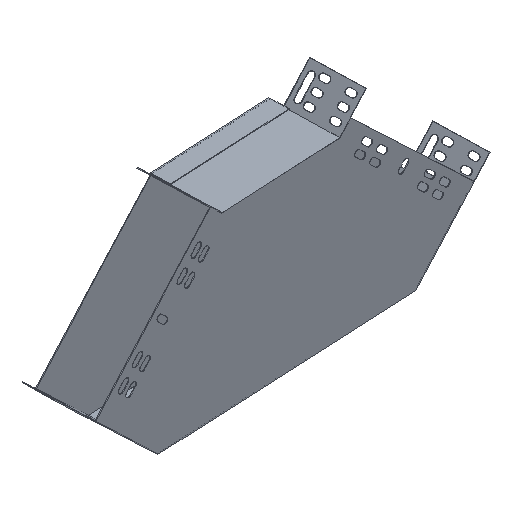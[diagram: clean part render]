
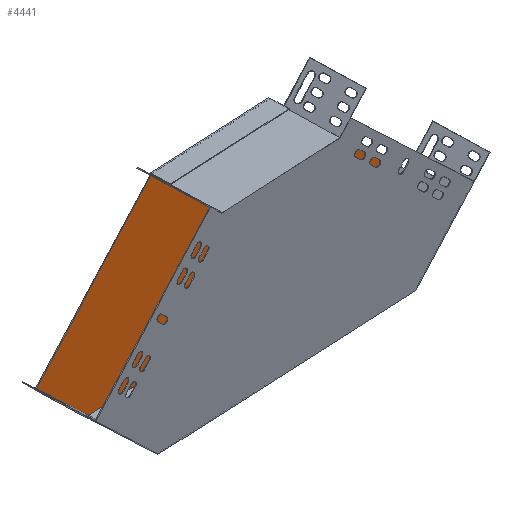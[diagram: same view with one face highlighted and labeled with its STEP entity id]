
A CAD part, isometric view. The second image highlights one B-rep face of the part: STEP entity #4441.
In plain terms, the highlighted planar face has unit normal (0.022, -1, 0.006).
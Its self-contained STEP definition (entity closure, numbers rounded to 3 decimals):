
#30 = PLANE ( 'NONE',  #2713 ) ;
#299 = ORIENTED_EDGE ( 'NONE', *, *, #4661, .F. ) ;
#379 = LINE ( 'NONE', #5971, #3432 ) ;
#471 = CARTESIAN_POINT ( 'NONE',  ( -249.83, 83.495, 213.041 ) ) ;
#700 = ORIENTED_EDGE ( 'NONE', *, *, #4562, .T. ) ;
#753 = DIRECTION ( 'NONE',  ( -0.999, -0.022, -0.027 ) ) ;
#808 = CARTESIAN_POINT ( 'NONE',  ( -387.986, 79.549, 66.127 ) ) ;
#832 = DIRECTION ( 'NONE',  ( -0.027, 0.006, 1. ) ) ;
#861 = VERTEX_POINT ( 'NONE', #1693 ) ;
#873 = LINE ( 'NONE', #5430, #5881 ) ;
#1077 = CARTESIAN_POINT ( 'NONE',  ( -19.803, 87.256, 17.19 ) ) ;
#1273 = DIRECTION ( 'NONE',  ( 0.022, -1., 0.006 ) ) ;
#1395 = CARTESIAN_POINT ( 'NONE',  ( 37.421, 88.891, 78.13 ) ) ;
#1680 = LINE ( 'NONE', #4052, #3010 ) ;
#1693 = CARTESIAN_POINT ( 'NONE',  ( -327.551, 80.5, 8.869 ) ) ;
#1775 = ORIENTED_EDGE ( 'NONE', *, *, #4514, .F. ) ;
#1918 = EDGE_LOOP ( 'NONE', ( #299, #5618, #4179, #4395, #1775, #4906, #4749, #5619, #2624, #700 ) ) ;
#2025 = CARTESIAN_POINT ( 'NONE',  ( -249.83, 83.495, 213.041 ) ) ;
#2054 = DIRECTION ( 'NONE',  ( 0.027, -0.006, -1. ) ) ;
#2167 = VERTEX_POINT ( 'NONE', #2777 ) ;
#2309 = CARTESIAN_POINT ( 'NONE',  ( -249.817, 83.492, 212.541 ) ) ;
#2408 = VERTEX_POINT ( 'NONE', #4908 ) ;
#2624 = ORIENTED_EDGE ( 'NONE', *, *, #4490, .T. ) ;
#2713 = AXIS2_PLACEMENT_3D ( 'NONE', #5192, #1273, #5855 ) ;
#2744 = DIRECTION ( 'NONE',  ( 0.726, 0.011, -0.688 ) ) ;
#2777 = CARTESIAN_POINT ( 'NONE',  ( -387.999, 79.552, 66.627 ) ) ;
#2902 = CARTESIAN_POINT ( 'NONE',  ( -387.986, 79.549, 66.127 ) ) ;
#2911 = LINE ( 'NONE', #2309, #4439 ) ;
#2958 = DIRECTION ( 'NONE',  ( 0.687, 0.02, 0.726 ) ) ;
#2976 = VERTEX_POINT ( 'NONE', #4747 ) ;
#3010 = VECTOR ( 'NONE', #2744, 1000. ) ;
#3122 = FACE_OUTER_BOUND ( 'NONE', #1918, .T. ) ;
#3147 = VERTEX_POINT ( 'NONE', #2902 ) ;
#3432 = VECTOR ( 'NONE', #6626, 1000. ) ;
#3624 = VECTOR ( 'NONE', #2054, 1000. ) ;
#3659 = CARTESIAN_POINT ( 'NONE',  ( -108.495, 86.598, 216.863 ) ) ;
#3825 = VECTOR ( 'NONE', #753, 1000. ) ;
#4052 = CARTESIAN_POINT ( 'NONE',  ( -387.986, 79.549, 66.127 ) ) ;
#4179 = ORIENTED_EDGE ( 'NONE', *, *, #4531, .T. ) ;
#4186 = CARTESIAN_POINT ( 'NONE',  ( -108.481, 86.595, 216.363 ) ) ;
#4243 = LINE ( 'NONE', #1395, #7005 ) ;
#4360 = CARTESIAN_POINT ( 'NONE',  ( -249.817, 83.492, 212.541 ) ) ;
#4395 = ORIENTED_EDGE ( 'NONE', *, *, #4520, .T. ) ;
#4439 = VECTOR ( 'NONE', #2958, 1000. ) ;
#4441 = ADVANCED_FACE ( 'NONE', ( #3122 ), #30, .T. ) ;
#4490 = EDGE_CURVE ( 'NONE', #4967, #5010, #5583, .T. ) ;
#4502 = EDGE_CURVE ( 'NONE', #4967, #2408, #5383, .T. ) ;
#4503 = EDGE_CURVE ( 'NONE', #6882, #2976, #4243, .T. ) ;
#4514 = EDGE_CURVE ( 'NONE', #2976, #5331, #379, .T. ) ;
#4520 = EDGE_CURVE ( 'NONE', #861, #5331, #5163, .T. ) ;
#4531 = EDGE_CURVE ( 'NONE', #3147, #861, #1680, .T. ) ;
#4540 = EDGE_CURVE ( 'NONE', #3147, #2167, #6292, .T. ) ;
#4551 = VECTOR ( 'NONE', #832, 1000. ) ;
#4562 = EDGE_CURVE ( 'NONE', #5010, #6134, #873, .T. ) ;
#4614 = EDGE_CURVE ( 'NONE', #2408, #6882, #5273, .T. ) ;
#4661 = EDGE_CURVE ( 'NONE', #2167, #6134, #2911, .T. ) ;
#4667 = CARTESIAN_POINT ( 'NONE',  ( -108.495, 86.598, 216.863 ) ) ;
#4691 = CARTESIAN_POINT ( 'NONE',  ( -19.803, 87.256, 17.19 ) ) ;
#4747 = CARTESIAN_POINT ( 'NONE',  ( 37.435, 88.888, 77.63 ) ) ;
#4749 = ORIENTED_EDGE ( 'NONE', *, *, #4614, .F. ) ;
#4757 = CARTESIAN_POINT ( 'NONE',  ( 37.421, 88.891, 78.13 ) ) ;
#4906 = ORIENTED_EDGE ( 'NONE', *, *, #4503, .F. ) ;
#4908 = CARTESIAN_POINT ( 'NONE',  ( -108.481, 86.595, 216.363 ) ) ;
#4959 = VECTOR ( 'NONE', #7673, 1000. ) ;
#4967 = VERTEX_POINT ( 'NONE', #3659 ) ;
#5010 = VERTEX_POINT ( 'NONE', #471 ) ;
#5163 = LINE ( 'NONE', #4691, #4959 ) ;
#5192 = CARTESIAN_POINT ( 'NONE',  ( 37.421, 88.891, 78.13 ) ) ;
#5273 = LINE ( 'NONE', #4186, #6766 ) ;
#5331 = VERTEX_POINT ( 'NONE', #1077 ) ;
#5383 = LINE ( 'NONE', #4667, #3624 ) ;
#5430 = CARTESIAN_POINT ( 'NONE',  ( -249.83, 83.495, 213.041 ) ) ;
#5583 = LINE ( 'NONE', #2025, #3825 ) ;
#5618 = ORIENTED_EDGE ( 'NONE', *, *, #4540, .F. ) ;
#5619 = ORIENTED_EDGE ( 'NONE', *, *, #4502, .F. ) ;
#5855 = DIRECTION ( 'NONE',  ( 0.027, -0.006, -1. ) ) ;
#5881 = VECTOR ( 'NONE', #6085, 1000. ) ;
#5971 = CARTESIAN_POINT ( 'NONE',  ( 37.435, 88.888, 77.63 ) ) ;
#6085 = DIRECTION ( 'NONE',  ( 0.027, -0.006, -1. ) ) ;
#6134 = VERTEX_POINT ( 'NONE', #4360 ) ;
#6292 = LINE ( 'NONE', #808, #4551 ) ;
#6626 = DIRECTION ( 'NONE',  ( -0.687, -0.02, -0.726 ) ) ;
#6766 = VECTOR ( 'NONE', #7284, 1000. ) ;
#6882 = VERTEX_POINT ( 'NONE', #4757 ) ;
#7005 = VECTOR ( 'NONE', #7153, 1000. ) ;
#7153 = DIRECTION ( 'NONE',  ( 0.027, -0.006, -1. ) ) ;
#7284 = DIRECTION ( 'NONE',  ( 0.726, 0.011, -0.688 ) ) ;
#7673 = DIRECTION ( 'NONE',  ( 0.999, 0.022, 0.027 ) ) ;
